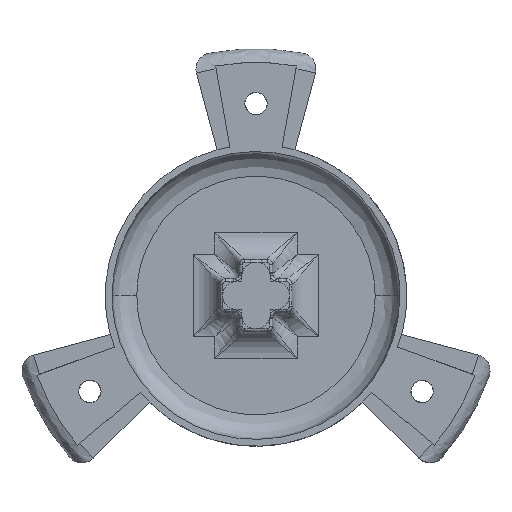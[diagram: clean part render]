
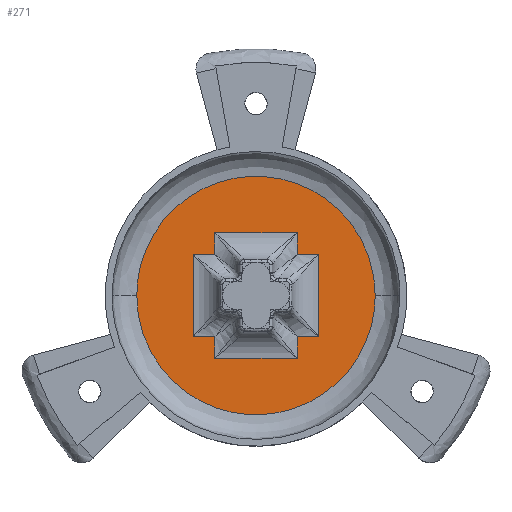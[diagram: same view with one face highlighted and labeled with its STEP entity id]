
A CAD part, top view. The second image highlights one B-rep face of the part: STEP entity #271.
In plain terms, the highlighted planar face has unit normal (0, 0, 1).
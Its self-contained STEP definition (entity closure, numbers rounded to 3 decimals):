
#71=FACE_BOUND('',#774,.T.);
#271=ADVANCED_FACE('',(#520,#71),#3912,.T.);
#520=FACE_OUTER_BOUND('',#773,.T.);
#773=EDGE_LOOP('',(#1785,#1786));
#774=EDGE_LOOP('',(#1787,#1788,#1789,#1790,#1791,#1792,#1793,#1794,#1795,
#1796,#1797,#1798));
#1785=ORIENTED_EDGE('',*,*,#2786,.T.);
#1786=ORIENTED_EDGE('',*,*,#2795,.T.);
#1787=ORIENTED_EDGE('',*,*,#2602,.T.);
#1788=ORIENTED_EDGE('',*,*,#2604,.T.);
#1789=ORIENTED_EDGE('',*,*,#2654,.T.);
#1790=ORIENTED_EDGE('',*,*,#2541,.T.);
#1791=ORIENTED_EDGE('',*,*,#2544,.T.);
#1792=ORIENTED_EDGE('',*,*,#2547,.T.);
#1793=ORIENTED_EDGE('',*,*,#2551,.T.);
#1794=ORIENTED_EDGE('',*,*,#2554,.T.);
#1795=ORIENTED_EDGE('',*,*,#2557,.T.);
#1796=ORIENTED_EDGE('',*,*,#2655,.T.);
#1797=ORIENTED_EDGE('',*,*,#2608,.T.);
#1798=ORIENTED_EDGE('',*,*,#2613,.T.);
#2541=EDGE_CURVE('',#3745,#3744,#3048,.T.);
#2544=EDGE_CURVE('',#3744,#3746,#3051,.T.);
#2547=EDGE_CURVE('',#3746,#3747,#3054,.T.);
#2551=EDGE_CURVE('',#3747,#3748,#3058,.T.);
#2554=EDGE_CURVE('',#3748,#3749,#3061,.T.);
#2557=EDGE_CURVE('',#3749,#3750,#3064,.T.);
#2602=EDGE_CURVE('',#3766,#3765,#3097,.T.);
#2604=EDGE_CURVE('',#3765,#3767,#3099,.T.);
#2608=EDGE_CURVE('',#3768,#3769,#3103,.T.);
#2613=EDGE_CURVE('',#3769,#3766,#3108,.T.);
#2654=EDGE_CURVE('',#3767,#3745,#3136,.T.);
#2655=EDGE_CURVE('',#3750,#3768,#3137,.T.);
#2786=EDGE_CURVE('',#3781,#3867,#3442,.T.);
#2795=EDGE_CURVE('',#3867,#3781,#3451,.T.);
#3048=B_SPLINE_CURVE_WITH_KNOTS('',1,(#9964,#9965),.UNSPECIFIED.,.F.,.F.,
(2,2),(-7.95,0.),.UNSPECIFIED.);
#3051=B_SPLINE_CURVE_WITH_KNOTS('',1,(#9990,#9991),.UNSPECIFIED.,.F.,.F.,
(2,2),(-30.,0.),.UNSPECIFIED.);
#3054=B_SPLINE_CURVE_WITH_KNOTS('',1,(#10012,#10013),.UNSPECIFIED.,.F.,
 .F.,(2,2),(-7.95,0.),.UNSPECIFIED.);
#3058=B_SPLINE_CURVE_WITH_KNOTS('',1,(#10028,#10029),.UNSPECIFIED.,.F.,
 .F.,(2,2),(-7.95,0.),.UNSPECIFIED.);
#3061=B_SPLINE_CURVE_WITH_KNOTS('',1,(#10054,#10055),.UNSPECIFIED.,.F.,
 .F.,(2,2),(-30.,0.),.UNSPECIFIED.);
#3064=B_SPLINE_CURVE_WITH_KNOTS('',1,(#10080,#10081),.UNSPECIFIED.,.F.,
 .F.,(2,2),(-7.95,0.),.UNSPECIFIED.);
#3097=B_SPLINE_CURVE_WITH_KNOTS('',1,(#10257,#10258),.UNSPECIFIED.,.F.,
 .F.,(2,2),(-7.95,0.),.UNSPECIFIED.);
#3099=B_SPLINE_CURVE_WITH_KNOTS('',1,(#10261,#10262),.UNSPECIFIED.,.F.,
 .F.,(2,2),(-30.,0.),.UNSPECIFIED.);
#3103=B_SPLINE_CURVE_WITH_KNOTS('',1,(#10289,#10290),.UNSPECIFIED.,.F.,
 .F.,(2,2),(-30.,0.),.UNSPECIFIED.);
#3108=B_SPLINE_CURVE_WITH_KNOTS('',1,(#10331,#10332),.UNSPECIFIED.,.F.,
 .F.,(2,2),(-7.95,0.),.UNSPECIFIED.);
#3136=B_SPLINE_CURVE_WITH_KNOTS('',1,(#10462,#10463),.UNSPECIFIED.,.F.,
 .F.,(2,2),(-7.95,0.),.UNSPECIFIED.);
#3137=B_SPLINE_CURVE_WITH_KNOTS('',1,(#10464,#10465),.UNSPECIFIED.,.F.,
 .F.,(2,2),(-7.95,0.),.UNSPECIFIED.);
#3442=(
BOUNDED_CURVE()
B_SPLINE_CURVE(2,(#10845,#10846,#10847,#10848,#10849),.UNSPECIFIED.,.F.,
 .F.)
B_SPLINE_CURVE_WITH_KNOTS((3,2,3),(-136.659,-68.33,0.),
 .UNSPECIFIED.)
CURVE()
GEOMETRIC_REPRESENTATION_ITEM()
RATIONAL_B_SPLINE_CURVE((1.,0.707,1.,0.707,1.))
REPRESENTATION_ITEM('')
);
#3451=(
BOUNDED_CURVE()
B_SPLINE_CURVE(2,(#10888,#10889,#10890,#10891,#10892),.UNSPECIFIED.,.F.,
 .F.)
B_SPLINE_CURVE_WITH_KNOTS((3,2,3),(0.,68.33,136.659),
 .UNSPECIFIED.)
CURVE()
GEOMETRIC_REPRESENTATION_ITEM()
RATIONAL_B_SPLINE_CURVE((1.,0.707,1.,0.707,1.))
REPRESENTATION_ITEM('')
);
#3744=VERTEX_POINT('',#9303);
#3745=VERTEX_POINT('',#9304);
#3746=VERTEX_POINT('',#9305);
#3747=VERTEX_POINT('',#9306);
#3748=VERTEX_POINT('',#9307);
#3749=VERTEX_POINT('',#9308);
#3750=VERTEX_POINT('',#9309);
#3765=VERTEX_POINT('',#9324);
#3766=VERTEX_POINT('',#9325);
#3767=VERTEX_POINT('',#9326);
#3768=VERTEX_POINT('',#9327);
#3769=VERTEX_POINT('',#9328);
#3781=VERTEX_POINT('',#9340);
#3867=VERTEX_POINT('',#9426);
#3912=PLANE('',#4202);
#4202=AXIS2_PLACEMENT_3D('',#8393,#4273,$);
#4273=DIRECTION('',(0.,0.,1.));
#8393=CARTESIAN_POINT('',(-1130.677,-76.492,1.));
#9303=CARTESIAN_POINT('',(-1055.407,-9.172,1.));
#9304=CARTESIAN_POINT('',(-1063.357,-9.172,1.));
#9305=CARTESIAN_POINT('',(-1055.407,-39.172,1.));
#9306=CARTESIAN_POINT('',(-1063.357,-39.172,1.));
#9307=CARTESIAN_POINT('',(-1063.357,-47.122,1.));
#9308=CARTESIAN_POINT('',(-1093.357,-47.122,1.));
#9309=CARTESIAN_POINT('',(-1093.357,-39.172,1.));
#9324=CARTESIAN_POINT('',(-1093.357,-1.222,1.));
#9325=CARTESIAN_POINT('',(-1093.357,-9.172,1.));
#9326=CARTESIAN_POINT('',(-1063.357,-1.222,1.));
#9327=CARTESIAN_POINT('',(-1101.306,-39.172,1.));
#9328=CARTESIAN_POINT('',(-1101.306,-9.172,1.));
#9340=CARTESIAN_POINT('',(-1121.857,-24.172,1.));
#9426=CARTESIAN_POINT('',(-1034.857,-24.172,1.));
#9964=CARTESIAN_POINT('',(-1063.357,-9.172,1.));
#9965=CARTESIAN_POINT('',(-1055.407,-9.172,1.));
#9990=CARTESIAN_POINT('',(-1055.407,-9.172,1.));
#9991=CARTESIAN_POINT('',(-1055.407,-39.172,1.));
#10012=CARTESIAN_POINT('',(-1055.407,-39.172,1.));
#10013=CARTESIAN_POINT('',(-1063.357,-39.172,1.));
#10028=CARTESIAN_POINT('',(-1063.357,-39.172,1.));
#10029=CARTESIAN_POINT('',(-1063.357,-47.122,1.));
#10054=CARTESIAN_POINT('',(-1063.357,-47.122,1.));
#10055=CARTESIAN_POINT('',(-1093.357,-47.122,1.));
#10080=CARTESIAN_POINT('',(-1093.357,-47.122,1.));
#10081=CARTESIAN_POINT('',(-1093.357,-39.172,1.));
#10257=CARTESIAN_POINT('',(-1093.357,-9.172,1.));
#10258=CARTESIAN_POINT('',(-1093.357,-1.222,1.));
#10261=CARTESIAN_POINT('',(-1093.357,-1.222,1.));
#10262=CARTESIAN_POINT('',(-1063.357,-1.222,1.));
#10289=CARTESIAN_POINT('',(-1101.306,-39.172,1.));
#10290=CARTESIAN_POINT('',(-1101.306,-9.172,1.));
#10331=CARTESIAN_POINT('',(-1101.306,-9.172,1.));
#10332=CARTESIAN_POINT('',(-1093.357,-9.172,1.));
#10462=CARTESIAN_POINT('',(-1063.357,-1.222,1.));
#10463=CARTESIAN_POINT('',(-1063.357,-9.172,1.));
#10464=CARTESIAN_POINT('',(-1093.357,-39.172,1.));
#10465=CARTESIAN_POINT('',(-1101.306,-39.172,1.));
#10845=CARTESIAN_POINT('',(-1121.857,-24.172,1.));
#10846=CARTESIAN_POINT('',(-1121.857,-67.672,1.));
#10847=CARTESIAN_POINT('',(-1078.357,-67.672,1.));
#10848=CARTESIAN_POINT('',(-1034.857,-67.672,1.));
#10849=CARTESIAN_POINT('',(-1034.857,-24.172,1.));
#10888=CARTESIAN_POINT('',(-1034.857,-24.172,1.));
#10889=CARTESIAN_POINT('',(-1034.857,19.328,1.));
#10890=CARTESIAN_POINT('',(-1078.357,19.328,1.));
#10891=CARTESIAN_POINT('',(-1121.857,19.328,1.));
#10892=CARTESIAN_POINT('',(-1121.857,-24.172,1.));
